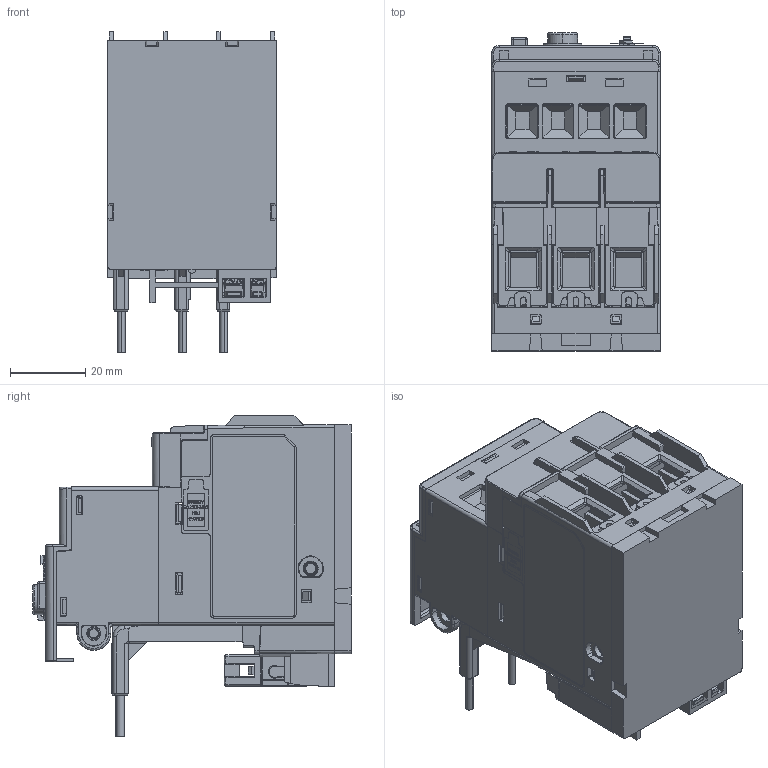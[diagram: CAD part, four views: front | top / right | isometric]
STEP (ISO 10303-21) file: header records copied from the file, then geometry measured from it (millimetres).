
FILE_DESCRIPTION((''),'2;1');
FILE_NAME('40751-510-04_SW0001','2010-03-08T',('GLLehman'),('Rockwell Automation'),'PRO/ENGINEER BY PARAMETRIC TECHNOLOGY CORPORATION, 2005110','PRO/ENGINEER BY PARAMETRIC TECHNOLOGY CORPORATION, 2005110','');
FILE_SCHEMA(('CONFIG_CONTROL_DESIGN'));
Products named in the file (1): 40751-510-04_SW0001
Bounding box: 44.8 x 84.66 x 85.35 mm (x, y, z)
Surface area: 102159.5 mm2 (no closed solid volume)
Topology: 0 solids, 412 shells, 3968 faces, 21582 edges, 17470 vertices
Faces by surface type: plane 2722, cylinder 948, cone 114, torus 87, bspline 73, sphere 24
Entity records: 220697 total; most frequent: CARTESIAN_POINT 60601, DIRECTION 29762, ORIENTED_EDGE 29031, EDGE_CURVE 21574, VERTEX_POINT 17469, VECTOR 17456, LINE 17456, AXIS2_PLACEMENT_3D 6153
